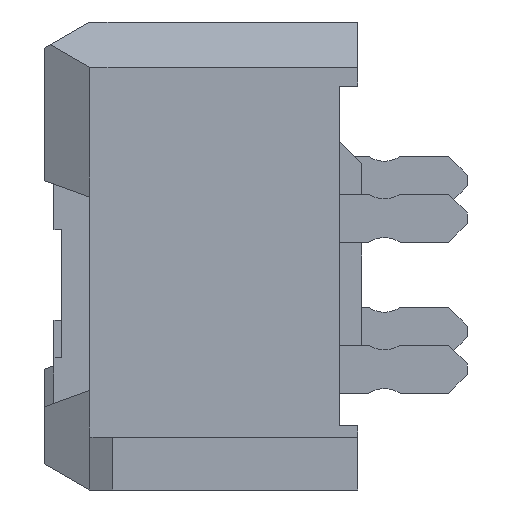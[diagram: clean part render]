
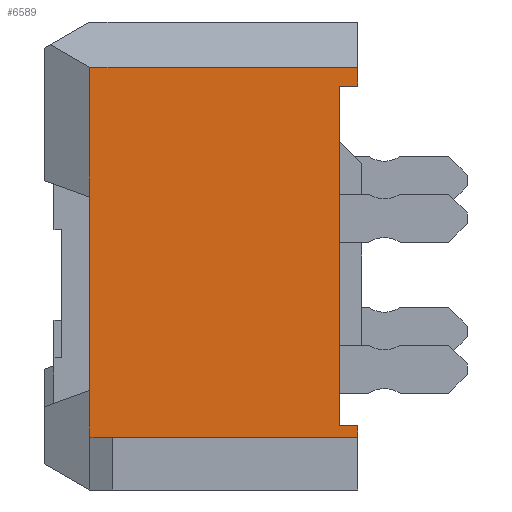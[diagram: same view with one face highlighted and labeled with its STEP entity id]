
A CAD part, left-side view. The second image highlights one B-rep face of the part: STEP entity #6589.
In plain terms, the highlighted planar face has unit normal (-1, 0, 0).
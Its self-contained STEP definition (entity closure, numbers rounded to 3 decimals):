
#410=ORIENTED_EDGE('',*,*,#2343,.T.);
#411=ORIENTED_EDGE('',*,*,#2348,.T.);
#412=ORIENTED_EDGE('',*,*,#2349,.T.);
#413=ORIENTED_EDGE('',*,*,#2350,.F.);
#414=ORIENTED_EDGE('',*,*,#2351,.T.);
#415=ORIENTED_EDGE('',*,*,#2352,.F.);
#416=ORIENTED_EDGE('',*,*,#2353,.T.);
#417=ORIENTED_EDGE('',*,*,#2354,.T.);
#418=ORIENTED_EDGE('',*,*,#2355,.T.);
#419=ORIENTED_EDGE('',*,*,#2356,.F.);
#2343=EDGE_CURVE('',#3299,#3298,#3979,.T.);
#2348=EDGE_CURVE('',#3298,#3300,#3984,.T.);
#2349=EDGE_CURVE('',#3300,#3301,#3985,.T.);
#2350=EDGE_CURVE('',#3302,#3301,#3986,.T.);
#2351=EDGE_CURVE('',#3302,#3303,#3987,.T.);
#2352=EDGE_CURVE('',#3304,#3303,#3988,.T.);
#2353=EDGE_CURVE('',#3304,#3305,#3989,.T.);
#2354=EDGE_CURVE('',#3305,#3306,#3990,.T.);
#2355=EDGE_CURVE('',#3306,#3307,#3991,.T.);
#2356=EDGE_CURVE('',#3299,#3307,#3992,.T.);
#3298=VERTEX_POINT('',#9528);
#3299=VERTEX_POINT('',#9530);
#3300=VERTEX_POINT('',#9538);
#3301=VERTEX_POINT('',#9540);
#3302=VERTEX_POINT('',#9542);
#3303=VERTEX_POINT('',#9544);
#3304=VERTEX_POINT('',#9546);
#3305=VERTEX_POINT('',#9548);
#3306=VERTEX_POINT('',#9550);
#3307=VERTEX_POINT('',#9552);
#3979=LINE('',#9529,#4866);
#3984=LINE('',#9537,#4871);
#3985=LINE('',#9539,#4872);
#3986=LINE('',#9541,#4873);
#3987=LINE('',#9543,#4874);
#3988=LINE('',#9545,#4875);
#3989=LINE('',#9547,#4876);
#3990=LINE('',#9549,#4877);
#3991=LINE('',#9551,#4878);
#3992=LINE('',#9553,#4879);
#4866=VECTOR('',#7630,1000.);
#4871=VECTOR('',#7639,1000.);
#4872=VECTOR('',#7640,1000.);
#4873=VECTOR('',#7641,1000.);
#4874=VECTOR('',#7642,1000.);
#4875=VECTOR('',#7643,1000.);
#4876=VECTOR('',#7644,1000.);
#4877=VECTOR('',#7645,1000.);
#4878=VECTOR('',#7646,1000.);
#4879=VECTOR('',#7647,1000.);
#5600=EDGE_LOOP('',(#410,#411,#412,#413,#414,#415,#416,#417,#418,#419));
#5950=FACE_BOUND('',#5600,.T.);
#6298=PLANE('',#6977);
#6589=ADVANCED_FACE('',(#5950),#6298,.F.);
#6977=AXIS2_PLACEMENT_3D('',#9536,#7637,#7638);
#7630=DIRECTION('',(0.,0.,-1.));
#7637=DIRECTION('',(1.,0.,0.));
#7638=DIRECTION('',(0.,0.,-1.));
#7639=DIRECTION('',(0.,0.,-1.));
#7640=DIRECTION('',(0.,0.,-1.));
#7641=DIRECTION('',(0.,1.,0.));
#7642=DIRECTION('',(0.,0.,1.));
#7643=DIRECTION('',(0.,-1.,0.));
#7644=DIRECTION('',(0.,0.,1.));
#7645=DIRECTION('',(0.,-1.,0.));
#7646=DIRECTION('',(0.,0.,1.));
#7647=DIRECTION('',(0.,-1.,0.));
#9528=CARTESIAN_POINT('',(-3.825,3.55,0.78));
#9529=CARTESIAN_POINT('',(-3.825,3.55,3.1));
#9530=CARTESIAN_POINT('',(-3.825,3.55,2.5));
#9536=CARTESIAN_POINT('',(-3.825,4.15,-3.1));
#9537=CARTESIAN_POINT('',(-3.825,3.55,0.78));
#9538=CARTESIAN_POINT('',(-3.825,3.55,-1.78));
#9539=CARTESIAN_POINT('',(-3.825,3.55,3.1));
#9540=CARTESIAN_POINT('',(-3.825,3.55,-2.4));
#9541=CARTESIAN_POINT('',(-3.825,4.15,-2.4));
#9542=CARTESIAN_POINT('',(-3.825,0.,-2.4));
#9543=CARTESIAN_POINT('',(-3.825,0.,-3.1));
#9544=CARTESIAN_POINT('',(-3.825,0.,-2.25));
#9545=CARTESIAN_POINT('',(-3.825,0.25,-2.25));
#9546=CARTESIAN_POINT('',(-3.825,0.25,-2.25));
#9547=CARTESIAN_POINT('',(-3.825,0.25,-2.25));
#9548=CARTESIAN_POINT('',(-3.825,0.25,2.25));
#9549=CARTESIAN_POINT('',(-3.825,0.25,2.25));
#9550=CARTESIAN_POINT('',(-3.825,0.,2.25));
#9551=CARTESIAN_POINT('',(-3.825,0.,-3.1));
#9552=CARTESIAN_POINT('',(-3.825,0.,2.5));
#9553=CARTESIAN_POINT('',(-3.825,4.15,2.5));
